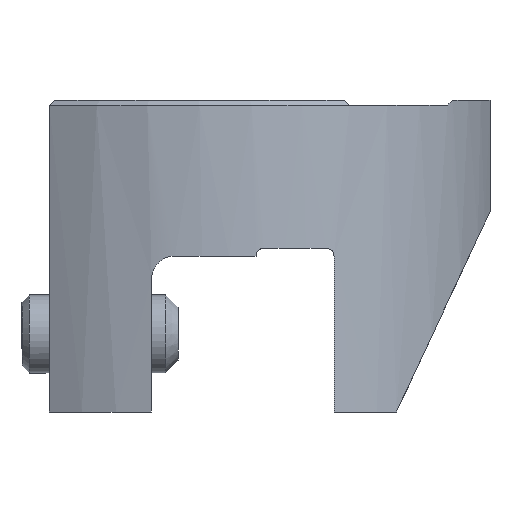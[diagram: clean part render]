
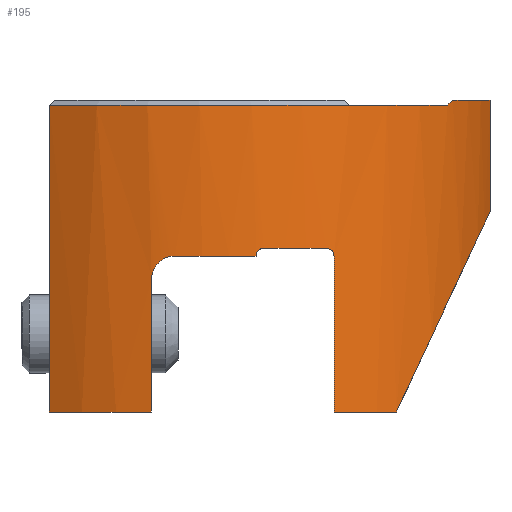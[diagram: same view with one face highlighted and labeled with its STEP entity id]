
A CAD part, left-side view. The second image highlights one B-rep face of the part: STEP entity #195.
In plain terms, the highlighted cylindrical face has radius 38.5 mm (diameter 77 mm), a partial arc.
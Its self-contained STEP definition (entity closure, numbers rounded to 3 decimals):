
#43=B_SPLINE_CURVE_WITH_KNOTS('',3,(#2297,#2298,#2299,#2300,#2301,#2302,
#2303,#2304,#2305,#2306,#2307,#2308,#2309,#2310,#2311,#2312),
 .UNSPECIFIED.,.F.,.F.,(4,3,3,3,3,4),(0.,0.21,0.419,
0.63,0.845,1.),.UNSPECIFIED.);
#45=B_SPLINE_CURVE_WITH_KNOTS('',3,(#2339,#2340,#2341,#2342,#2343,#2344,
#2345,#2346,#2347,#2348,#2349,#2350,#2351,#2352,#2353,#2354),
 .UNSPECIFIED.,.F.,.F.,(4,3,3,3,3,4),(0.,0.245,0.491,
0.724,0.933,1.),.UNSPECIFIED.);
#46=B_SPLINE_CURVE_WITH_KNOTS('',3,(#2390,#2391,#2392,#2393,#2394,#2395,
#2396,#2397,#2398,#2399,#2400,#2401,#2402,#2403,#2404,#2405),
 .UNSPECIFIED.,.F.,.F.,(4,3,3,3,3,4),(0.,0.212,0.425,
0.639,0.855,1.),.UNSPECIFIED.);
#73=CYLINDRICAL_SURFACE('',#1552,38.5);
#129=ELLIPSE('',#1516,54.447,38.5);
#133=ELLIPSE('',#1551,91.099,38.5);
#195=ADVANCED_FACE('',(#338),#73,.T.);
#338=FACE_OUTER_BOUND('',#421,.T.);
#421=EDGE_LOOP('',(#708,#709,#710,#711,#712,#713,#714,#715,#716,#717,#718,
#719,#720,#721,#722,#723));
#520=CIRCLE('',#1511,38.5);
#522=CIRCLE('',#1514,38.5);
#524=CIRCLE('',#1520,38.5);
#529=CIRCLE('',#1534,38.5);
#531=CIRCLE('',#1538,38.5);
#533=CIRCLE('',#1544,38.5);
#536=CIRCLE('',#1549,38.5);
#708=ORIENTED_EDGE('',*,*,#1153,.T.);
#709=ORIENTED_EDGE('',*,*,#1164,.T.);
#710=ORIENTED_EDGE('',*,*,#1157,.T.);
#711=ORIENTED_EDGE('',*,*,#1115,.F.);
#712=ORIENTED_EDGE('',*,*,#1118,.T.);
#713=ORIENTED_EDGE('',*,*,#1121,.F.);
#714=ORIENTED_EDGE('',*,*,#1111,.T.);
#715=ORIENTED_EDGE('',*,*,#1165,.F.);
#716=ORIENTED_EDGE('',*,*,#1162,.T.);
#717=ORIENTED_EDGE('',*,*,#1166,.F.);
#718=ORIENTED_EDGE('',*,*,#1167,.T.);
#719=ORIENTED_EDGE('',*,*,#1140,.F.);
#720=ORIENTED_EDGE('',*,*,#1143,.T.);
#721=ORIENTED_EDGE('',*,*,#1146,.F.);
#722=ORIENTED_EDGE('',*,*,#1149,.T.);
#723=ORIENTED_EDGE('',*,*,#1168,.F.);
#968=VERTEX_POINT('',#2138);
#978=VERTEX_POINT('',#2170);
#984=VERTEX_POINT('',#2192);
#987=VERTEX_POINT('',#2197);
#989=VERTEX_POINT('',#2203);
#997=VERTEX_POINT('',#2270);
#1000=VERTEX_POINT('',#2275);
#1002=VERTEX_POINT('',#2296);
#1004=VERTEX_POINT('',#2317);
#1006=VERTEX_POINT('',#2338);
#1009=VERTEX_POINT('',#2362);
#1010=VERTEX_POINT('',#2364);
#1013=VERTEX_POINT('',#2372);
#1017=VERTEX_POINT('',#2381);
#1018=VERTEX_POINT('',#2383);
#1019=VERTEX_POINT('',#2389);
#1111=EDGE_CURVE('',#968,#978,#520,.T.);
#1115=EDGE_CURVE('',#987,#984,#522,.T.);
#1118=EDGE_CURVE('',#987,#989,#129,.T.);
#1121=EDGE_CURVE('',#968,#989,#524,.T.);
#1140=EDGE_CURVE('',#1000,#997,#529,.T.);
#1143=EDGE_CURVE('',#1000,#1002,#43,.T.);
#1146=EDGE_CURVE('',#1004,#1002,#531,.T.);
#1149=EDGE_CURVE('',#1004,#1006,#45,.T.);
#1153=EDGE_CURVE('',#1010,#1009,#533,.T.);
#1157=EDGE_CURVE('',#1013,#984,#1304,.T.);
#1162=EDGE_CURVE('',#1018,#1017,#536,.T.);
#1164=EDGE_CURVE('',#1009,#1013,#133,.T.);
#1165=EDGE_CURVE('',#1018,#978,#1309,.T.);
#1166=EDGE_CURVE('',#1019,#1017,#1310,.T.);
#1167=EDGE_CURVE('',#1019,#997,#46,.T.);
#1168=EDGE_CURVE('',#1010,#1006,#1311,.T.);
#1304=LINE('',#2371,#1391);
#1309=LINE('',#2387,#1396);
#1310=LINE('',#2388,#1397);
#1311=LINE('',#2406,#1398);
#1391=VECTOR('',#1829,1.);
#1396=VECTOR('',#1844,1.);
#1397=VECTOR('',#1845,1.);
#1398=VECTOR('',#1846,1.);
#1511=AXIS2_PLACEMENT_3D('',#2189,#1736,#1737);
#1514=AXIS2_PLACEMENT_3D('',#2198,#1744,#1745);
#1516=AXIS2_PLACEMENT_3D('',#2204,#1750,#1751);
#1520=AXIS2_PLACEMENT_3D('',#2208,#1758,#1759);
#1534=AXIS2_PLACEMENT_3D('',#2276,#1797,#1798);
#1538=AXIS2_PLACEMENT_3D('',#2318,#1807,#1808);
#1544=AXIS2_PLACEMENT_3D('',#2363,#1821,#1822);
#1549=AXIS2_PLACEMENT_3D('',#2382,#1837,#1838);
#1551=AXIS2_PLACEMENT_3D('',#2386,#1842,#1843);
#1552=AXIS2_PLACEMENT_3D('',#2407,#1847,#1848);
#1736=DIRECTION('',(0.,0.,-1.));
#1737=DIRECTION('',(-1.,0.,0.));
#1744=DIRECTION('',(0.,0.,1.));
#1745=DIRECTION('',(0.,-1.,0.));
#1750=DIRECTION('',(0.,-0.707,-0.707));
#1751=DIRECTION('',(0.,-0.707,0.707));
#1758=DIRECTION('',(0.,0.,1.));
#1759=DIRECTION('',(0.,-1.,0.));
#1797=DIRECTION('',(0.,0.,-1.));
#1798=DIRECTION('',(0.,1.,0.));
#1807=DIRECTION('',(0.,0.,-1.));
#1808=DIRECTION('',(0.,1.,0.));
#1821=DIRECTION('',(0.,0.,1.));
#1822=DIRECTION('',(0.,-1.,0.));
#1829=DIRECTION('',(0.,0.,1.));
#1837=DIRECTION('',(0.,0.,1.));
#1838=DIRECTION('',(0.,-1.,0.));
#1842=DIRECTION('',(0.,0.906,0.423));
#1843=DIRECTION('',(0.,-0.423,0.906));
#1844=DIRECTION('',(0.,0.,1.));
#1845=DIRECTION('',(0.,0.,-1.));
#1846=DIRECTION('',(0.,0.,1.));
#1847=DIRECTION('',(0.,0.,1.));
#1848=DIRECTION('',(0.,-1.,0.));
#2138=CARTESIAN_POINT('',(-33.342,-22.,-0.675));
#2170=CARTESIAN_POINT('',(-33.342,16.5,-0.675));
#2189=CARTESIAN_POINT('',(0.,-2.75,-0.675));
#2192=CARTESIAN_POINT('',(-9.731,-40.,0.));
#2197=CARTESIAN_POINT('',(-20.649,-35.244,0.));
#2198=CARTESIAN_POINT('',(0.,-2.75,0.));
#2203=CARTESIAN_POINT('',(-21.674,-34.569,-0.675));
#2204=CARTESIAN_POINT('',(0.,-2.75,-32.494));
#2208=CARTESIAN_POINT('',(0.,-2.75,-0.675));
#2270=CARTESIAN_POINT('',(-38.371,0.4,-20.));
#2275=CARTESIAN_POINT('',(-37.811,-10.,-20.));
#2276=CARTESIAN_POINT('',(0.,-2.75,-20.));
#2296=CARTESIAN_POINT('',(-37.606,-11.,-19.));
#2297=CARTESIAN_POINT('',(-37.811,-10.,-20.));
#2298=CARTESIAN_POINT('',(-37.811,-10.,-19.89));
#2299=CARTESIAN_POINT('',(-37.808,-10.019,-19.778));
#2300=CARTESIAN_POINT('',(-37.801,-10.055,-19.674));
#2301=CARTESIAN_POINT('',(-37.794,-10.091,-19.569));
#2302=CARTESIAN_POINT('',(-37.783,-10.145,-19.47));
#2303=CARTESIAN_POINT('',(-37.77,-10.212,-19.384));
#2304=CARTESIAN_POINT('',(-37.756,-10.28,-19.297));
#2305=CARTESIAN_POINT('',(-37.74,-10.364,-19.221));
#2306=CARTESIAN_POINT('',(-37.721,-10.455,-19.161));
#2307=CARTESIAN_POINT('',(-37.702,-10.549,-19.101));
#2308=CARTESIAN_POINT('',(-37.68,-10.654,-19.055));
#2309=CARTESIAN_POINT('',(-37.657,-10.761,-19.029));
#2310=CARTESIAN_POINT('',(-37.641,-10.839,-19.01));
#2311=CARTESIAN_POINT('',(-37.623,-10.92,-19.));
#2312=CARTESIAN_POINT('',(-37.606,-11.,-19.));
#2317=CARTESIAN_POINT('',(-34.903,-19.,-19.));
#2318=CARTESIAN_POINT('',(0.,-2.75,-19.));
#2338=CARTESIAN_POINT('',(-34.419,-20.,-20.));
#2339=CARTESIAN_POINT('',(-34.903,-19.,-19.));
#2340=CARTESIAN_POINT('',(-34.846,-19.122,-19.));
#2341=CARTESIAN_POINT('',(-34.787,-19.246,-19.023));
#2342=CARTESIAN_POINT('',(-34.733,-19.36,-19.067));
#2343=CARTESIAN_POINT('',(-34.678,-19.475,-19.112));
#2344=CARTESIAN_POINT('',(-34.624,-19.585,-19.179));
#2345=CARTESIAN_POINT('',(-34.579,-19.678,-19.265));
#2346=CARTESIAN_POINT('',(-34.535,-19.767,-19.347));
#2347=CARTESIAN_POINT('',(-34.497,-19.843,-19.448));
#2348=CARTESIAN_POINT('',(-34.47,-19.898,-19.561));
#2349=CARTESIAN_POINT('',(-34.446,-19.947,-19.661));
#2350=CARTESIAN_POINT('',(-34.429,-19.981,-19.774));
#2351=CARTESIAN_POINT('',(-34.422,-19.994,-19.888));
#2352=CARTESIAN_POINT('',(-34.42,-19.998,-19.925));
#2353=CARTESIAN_POINT('',(-34.419,-20.,-19.962));
#2354=CARTESIAN_POINT('',(-34.419,-20.,-20.));
#2362=CARTESIAN_POINT('',(-29.064,-28.,-40.));
#2363=CARTESIAN_POINT('',(0.,-2.75,-40.));
#2364=CARTESIAN_POINT('',(-34.419,-20.,-40.));
#2371=CARTESIAN_POINT('',(-9.731,-40.,-100.));
#2372=CARTESIAN_POINT('',(-9.731,-40.,-14.266));
#2381=CARTESIAN_POINT('',(-38.006,3.4,-40.));
#2382=CARTESIAN_POINT('',(0.,-2.75,-40.));
#2383=CARTESIAN_POINT('',(-33.342,16.5,-40.));
#2386=CARTESIAN_POINT('',(0.,-2.75,-94.149));
#2387=CARTESIAN_POINT('',(-33.342,16.5,-100.));
#2388=CARTESIAN_POINT('',(-38.006,3.4,-100.));
#2389=CARTESIAN_POINT('',(-38.006,3.4,-23.));
#2390=CARTESIAN_POINT('',(-38.006,3.4,-23.));
#2391=CARTESIAN_POINT('',(-38.006,3.4,-22.667));
#2392=CARTESIAN_POINT('',(-38.015,3.343,-22.329));
#2393=CARTESIAN_POINT('',(-38.032,3.234,-22.015));
#2394=CARTESIAN_POINT('',(-38.049,3.125,-21.701));
#2395=CARTESIAN_POINT('',(-38.075,2.961,-21.402));
#2396=CARTESIAN_POINT('',(-38.104,2.755,-21.142));
#2397=CARTESIAN_POINT('',(-38.134,2.548,-20.88));
#2398=CARTESIAN_POINT('',(-38.169,2.294,-20.65));
#2399=CARTESIAN_POINT('',(-38.204,2.013,-20.47));
#2400=CARTESIAN_POINT('',(-38.24,1.729,-20.289));
#2401=CARTESIAN_POINT('',(-38.276,1.41,-20.155));
#2402=CARTESIAN_POINT('',(-38.309,1.082,-20.078));
#2403=CARTESIAN_POINT('',(-38.331,0.859,-20.027));
#2404=CARTESIAN_POINT('',(-38.352,0.629,-20.));
#2405=CARTESIAN_POINT('',(-38.371,0.4,-20.));
#2406=CARTESIAN_POINT('',(-34.419,-20.,-100.));
#2407=CARTESIAN_POINT('',(0.,-2.75,-100.));
